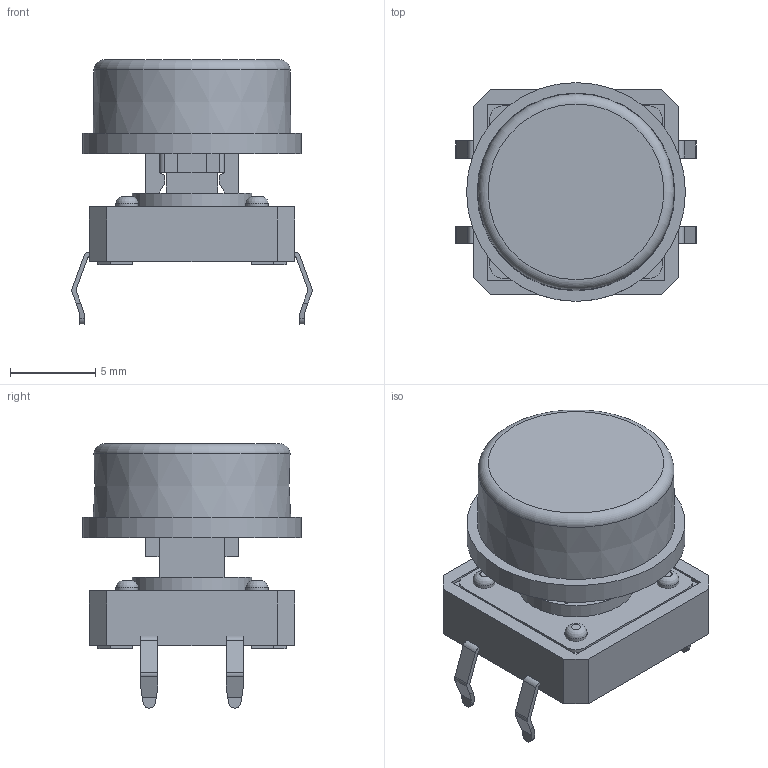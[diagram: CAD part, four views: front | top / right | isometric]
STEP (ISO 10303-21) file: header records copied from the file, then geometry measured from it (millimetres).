
FILE_DESCRIPTION(('FreeCAD Model'),'2;1');
FILE_NAME('Open CASCADE Shape Model','2025-04-08T20:26:27',(''),(''), 'Open CASCADE STEP processor 7.8','FreeCAD','Unknown');
FILE_SCHEMA(('AP242_MANAGED_MODEL_BASED_3D_ENGINEERING_MIM_LF. {1 0 10303 442 1 1 4 }'));
Length unit declared in the file: millimetre
Products named in the file (7): bouton_12x12mm; Bouton12x12mm; base; plaque; appui; pin001; Capuchon
Assembly tree (9 placements, depth 3):
  bouton_12x12mm
    Bouton12x12mm
      base
      plaque
      appui
      pin001  x4
    Capuchon
Bounding box: 14.07 x 12.8 x 15.46 mm (x, y, z)
Volume: 876.2 mm3; surface area: 1626.4 mm2
Topology: 8 solids, 8 shells, 219 faces, 554 edges, 361 vertices
Faces by surface type: plane 156, cylinder 52, revolution 4, sphere 4, cone 2, torus 1
Full cylindrical faces by diameter (mm): 1.2 x4, 1.3 x4, 1.8 x1, 7 x2, 12.8 x1
Entity records: 10011 total; most frequent: CARTESIAN_POINT 1808, DIRECTION 1541, LINE 990, VECTOR 990, ORIENTED_EDGE 776, PCURVE 776, DEFINITIONAL_REPRESENTATION 776, EDGE_CURVE 388
